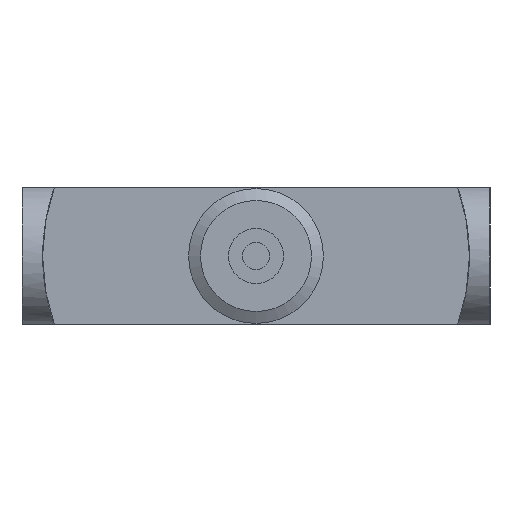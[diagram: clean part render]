
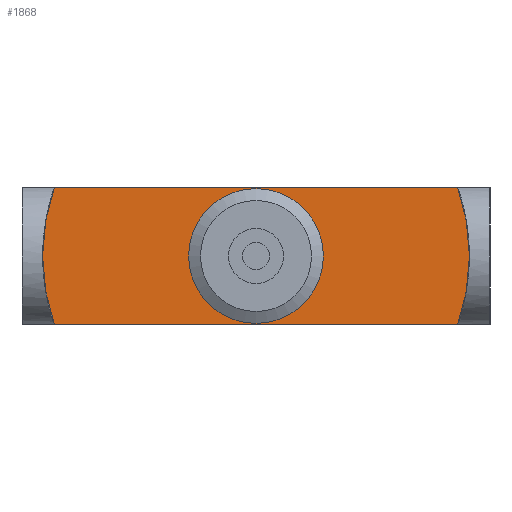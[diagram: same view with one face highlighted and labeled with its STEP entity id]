
A CAD part, left-side view. The second image highlights one B-rep face of the part: STEP entity #1868.
In plain terms, the highlighted planar face has unit normal (-1, 0, 0).
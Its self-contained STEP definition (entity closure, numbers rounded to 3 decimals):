
#30=PLANE('',#1972);
#81=CIRCLE('',#1963,15.);
#83=CIRCLE('',#1968,15.);
#85=CIRCLE('',#1973,4.9);
#139=LINE('',#2556,#243);
#169=LINE('',#2618,#273);
#243=VECTOR('',#2126,1000.);
#273=VECTOR('',#2166,1000.);
#437=ORIENTED_EDGE('',*,*,#750,.F.);
#438=ORIENTED_EDGE('',*,*,#703,.F.);
#439=ORIENTED_EDGE('',*,*,#746,.F.);
#440=ORIENTED_EDGE('',*,*,#737,.T.);
#441=ORIENTED_EDGE('',*,*,#742,.F.);
#703=EDGE_CURVE('',#872,#873,#139,.T.);
#737=EDGE_CURVE('',#900,#899,#169,.T.);
#742=EDGE_CURVE('',#873,#899,#81,.T.);
#746=EDGE_CURVE('',#900,#872,#83,.T.);
#750=EDGE_CURVE('',#902,#902,#85,.F.);
#872=VERTEX_POINT('',#2555);
#873=VERTEX_POINT('',#2557);
#899=VERTEX_POINT('',#2617);
#900=VERTEX_POINT('',#2619);
#902=VERTEX_POINT('',#2672);
#1005=EDGE_LOOP('',(#437));
#1006=EDGE_LOOP('',(#438,#439,#440,#441));
#1135=FACE_BOUND('',#1005,.T.);
#1136=FACE_BOUND('',#1006,.T.);
#1868=ADVANCED_FACE('',(#1135,#1136),#30,.F.);
#1963=AXIS2_PLACEMENT_3D('',#2633,#2174,#2175);
#1968=AXIS2_PLACEMENT_3D('',#2652,#2184,#2185);
#1972=AXIS2_PLACEMENT_3D('',#2670,#2192,#2193);
#1973=AXIS2_PLACEMENT_3D('',#2671,#2194,#2195);
#2126=DIRECTION('',(0.,-1.,0.));
#2166=DIRECTION('',(0.,-1.,0.));
#2174=DIRECTION('',(1.,0.,0.));
#2175=DIRECTION('',(0.,0.,-1.));
#2184=DIRECTION('',(1.,0.,0.));
#2185=DIRECTION('',(0.,0.,-1.));
#2192=DIRECTION('',(1.,0.,0.));
#2193=DIRECTION('',(0.,0.,-1.));
#2194=DIRECTION('',(1.,0.,0.));
#2195=DIRECTION('',(0.,0.,-1.));
#2555=CARTESIAN_POINT('',(-42.,30.142,5.));
#2556=CARTESIAN_POINT('',(-42.,31.,5.));
#2557=CARTESIAN_POINT('',(-42.,0.858,5.));
#2617=CARTESIAN_POINT('',(-42.,0.858,-5.));
#2618=CARTESIAN_POINT('',(-42.,31.,-5.));
#2619=CARTESIAN_POINT('',(-42.,30.142,-5.));
#2633=CARTESIAN_POINT('',(-42.,15.,0.));
#2652=CARTESIAN_POINT('',(-42.,16.,0.));
#2670=CARTESIAN_POINT('',(-42.,31.,5.));
#2671=CARTESIAN_POINT('',(-42.,15.5,0.));
#2672=CARTESIAN_POINT('',(-42.,15.5,-4.9));
